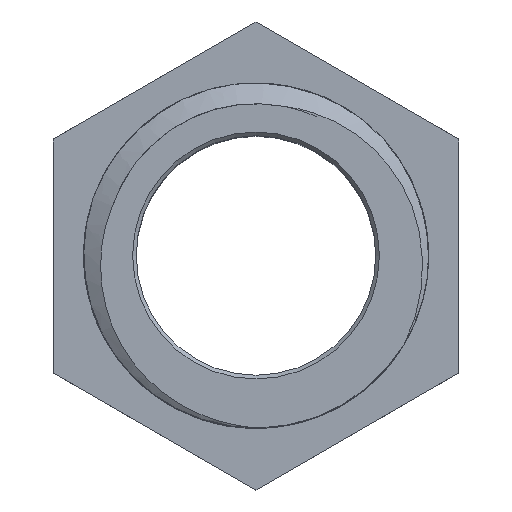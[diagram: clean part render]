
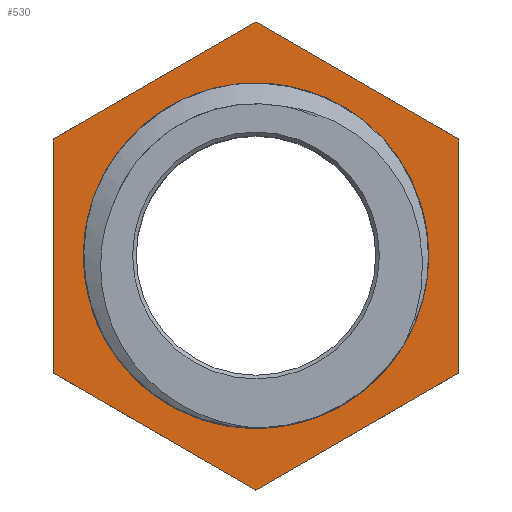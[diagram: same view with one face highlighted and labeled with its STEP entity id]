
A CAD part, top view. The second image highlights one B-rep face of the part: STEP entity #530.
In plain terms, the highlighted planar face has unit normal (0, 0, 1).
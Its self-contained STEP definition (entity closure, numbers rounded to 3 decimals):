
#19=FACE_BOUND('',#90,.T.);
#28=PLANE('',#590);
#59=FACE_OUTER_BOUND('',#89,.T.);
#89=EDGE_LOOP('',(#480,#481,#482,#483,#484,#485));
#90=EDGE_LOOP('',(#486));
#92=CIRCLE('',#547,4.68);
#158=LINE('',#1981,#186);
#161=LINE('',#1986,#189);
#163=LINE('',#1990,#191);
#166=LINE('',#1996,#194);
#167=LINE('',#1999,#195);
#169=LINE('',#2002,#197);
#186=VECTOR('',#687,10.);
#189=VECTOR('',#692,10.);
#191=VECTOR('',#696,10.);
#194=VECTOR('',#703,10.);
#195=VECTOR('',#706,10.);
#197=VECTOR('',#710,10.);
#202=VERTEX_POINT('',#734);
#244=VERTEX_POINT('',#1978);
#245=VERTEX_POINT('',#1980);
#246=VERTEX_POINT('',#1984);
#247=VERTEX_POINT('',#1988);
#248=VERTEX_POINT('',#1994);
#249=VERTEX_POINT('',#1998);
#254=EDGE_CURVE('',#202,#202,#92,.T.);
#317=EDGE_CURVE('',#245,#244,#158,.T.);
#320=EDGE_CURVE('',#244,#246,#161,.T.);
#322=EDGE_CURVE('',#246,#247,#163,.T.);
#325=EDGE_CURVE('',#247,#248,#166,.T.);
#326=EDGE_CURVE('',#249,#245,#167,.T.);
#328=EDGE_CURVE('',#248,#249,#169,.T.);
#480=ORIENTED_EDGE('',*,*,#328,.T.);
#481=ORIENTED_EDGE('',*,*,#326,.T.);
#482=ORIENTED_EDGE('',*,*,#317,.T.);
#483=ORIENTED_EDGE('',*,*,#320,.T.);
#484=ORIENTED_EDGE('',*,*,#322,.T.);
#485=ORIENTED_EDGE('',*,*,#325,.T.);
#486=ORIENTED_EDGE('',*,*,#254,.T.);
#530=ADVANCED_FACE('',(#59,#19),#28,.T.);
#547=AXIS2_PLACEMENT_3D('',#736,#599,#600);
#590=AXIS2_PLACEMENT_3D('',#2003,#711,#712);
#599=DIRECTION('center_axis',(0.,0.,-1.));
#600=DIRECTION('ref_axis',(-1.,0.,0.));
#687=DIRECTION('',(-0.866,-0.5,0.));
#692=DIRECTION('',(0.,-1.,0.));
#696=DIRECTION('',(0.866,-0.5,0.));
#703=DIRECTION('',(0.866,0.5,0.));
#706=DIRECTION('',(-0.866,0.5,0.));
#710=DIRECTION('',(0.,1.,0.));
#711=DIRECTION('center_axis',(0.,0.,1.));
#712=DIRECTION('ref_axis',(1.,0.,0.));
#734=CARTESIAN_POINT('',(4.68,0.,2.));
#736=CARTESIAN_POINT('Origin',(0.,0.,2.));
#1978=CARTESIAN_POINT('',(-5.5,3.175,2.));
#1980=CARTESIAN_POINT('',(0.,6.351,2.));
#1981=CARTESIAN_POINT('',(0.,6.351,2.));
#1984=CARTESIAN_POINT('',(-5.5,-3.175,2.));
#1986=CARTESIAN_POINT('',(-5.5,3.175,2.));
#1988=CARTESIAN_POINT('',(0.,-6.351,2.));
#1990=CARTESIAN_POINT('',(-5.5,-3.175,2.));
#1994=CARTESIAN_POINT('',(5.5,-3.175,2.));
#1996=CARTESIAN_POINT('',(0.,-6.351,2.));
#1998=CARTESIAN_POINT('',(5.5,3.175,2.));
#1999=CARTESIAN_POINT('',(5.5,3.175,2.));
#2002=CARTESIAN_POINT('',(5.5,-3.175,2.));
#2003=CARTESIAN_POINT('Origin',(0.,0.,2.));
